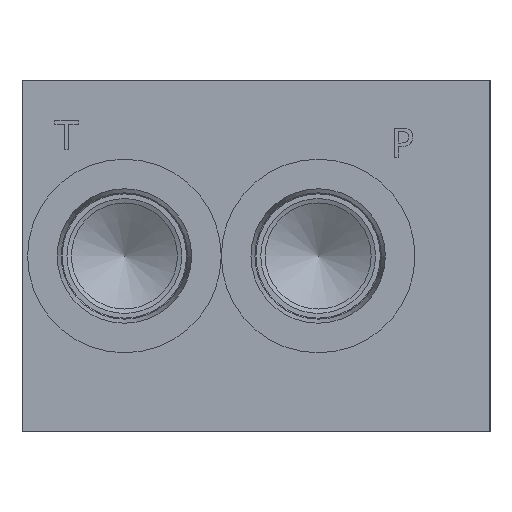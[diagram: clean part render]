
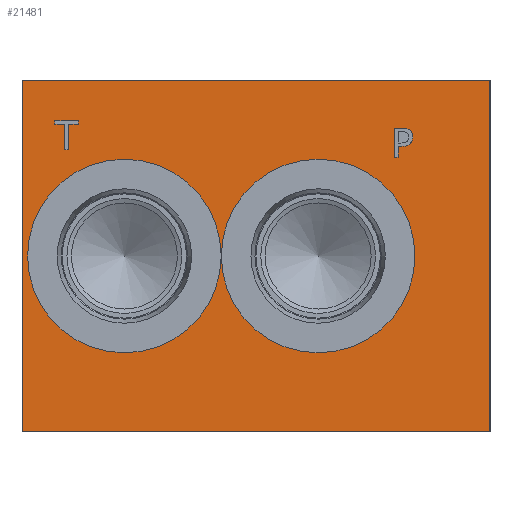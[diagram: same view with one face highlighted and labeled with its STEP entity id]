
A CAD part, left-side view. The second image highlights one B-rep face of the part: STEP entity #21481.
In plain terms, the highlighted planar face has unit normal (-1, 0, 0).
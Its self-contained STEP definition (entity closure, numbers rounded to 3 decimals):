
#294=CIRCLE('',#22398,21.019);
#295=CIRCLE('',#22399,21.019);
#296=CIRCLE('',#22400,21.019);
#297=CIRCLE('',#22401,21.019);
#860=FACE_BOUND('',#3441,.T.);
#861=FACE_BOUND('',#3442,.T.);
#862=FACE_BOUND('',#3443,.T.);
#863=FACE_BOUND('',#3444,.T.);
#1377=PLANE('',#22397);
#2212=FACE_OUTER_BOUND('',#3440,.T.);
#3440=EDGE_LOOP('',(#17472,#17473,#17474,#17475));
#3441=EDGE_LOOP('',(#17476,#17477));
#3442=EDGE_LOOP('',(#17478,#17479));
#3443=EDGE_LOOP('',(#17480,#17481,#17482,#17483,#17484,#17485,#17486,#17487));
#3444=EDGE_LOOP('',(#17488,#17489,#17490,#17491,#17492,#17493,#17494,#17495,
#17496));
#4102=LINE('',#28634,#5959);
#4444=LINE('',#30701,#6301);
#5115=LINE('',#34235,#6972);
#5363=LINE('',#35612,#7220);
#5366=LINE('',#35618,#7223);
#5369=LINE('',#35624,#7226);
#5372=LINE('',#35630,#7229);
#5375=LINE('',#35636,#7232);
#5379=LINE('',#35677,#7236);
#5380=LINE('',#35688,#7237);
#5381=LINE('',#35690,#7238);
#5382=LINE('',#35692,#7239);
#5383=LINE('',#35694,#7240);
#5384=LINE('',#35696,#7241);
#5385=LINE('',#35698,#7242);
#5386=LINE('',#35700,#7243);
#5387=LINE('',#35701,#7244);
#5959=VECTOR('',#23469,10.);
#6301=VECTOR('',#23913,10.);
#6972=VECTOR('',#25114,10.);
#7220=VECTOR('',#25574,10.);
#7223=VECTOR('',#25579,10.);
#7226=VECTOR('',#25584,10.);
#7229=VECTOR('',#25589,10.);
#7232=VECTOR('',#25594,10.);
#7236=VECTOR('',#25602,10.);
#7237=VECTOR('',#25611,10.);
#7238=VECTOR('',#25612,10.);
#7239=VECTOR('',#25613,10.);
#7240=VECTOR('',#25614,10.);
#7241=VECTOR('',#25615,10.);
#7242=VECTOR('',#25616,10.);
#7243=VECTOR('',#25617,10.);
#7244=VECTOR('',#25618,10.);
#8273=B_SPLINE_CURVE_WITH_KNOTS('',2,(#35579,#35580,#35581,#35582),
 .UNSPECIFIED.,.F.,.F.,(3,1,3),(0.,1.,2.),.UNSPECIFIED.);
#8275=B_SPLINE_CURVE_WITH_KNOTS('',2,(#35600,#35601,#35602,#35603),
 .UNSPECIFIED.,.F.,.F.,(3,1,3),(0.,1.,2.),.UNSPECIFIED.);
#8277=B_SPLINE_CURVE_WITH_KNOTS('',2,(#35649,#35650,#35651,#35652),
 .UNSPECIFIED.,.F.,.F.,(3,1,3),(0.,1.,2.),.UNSPECIFIED.);
#8279=B_SPLINE_CURVE_WITH_KNOTS('',2,(#35667,#35668,#35669,#35670),
 .UNSPECIFIED.,.F.,.F.,(3,1,3),(0.,1.,2.),.UNSPECIFIED.);
#8503=VERTEX_POINT('',#28630);
#8504=VERTEX_POINT('',#28632);
#8989=VERTEX_POINT('',#30698);
#8990=VERTEX_POINT('',#30700);
#9761=VERTEX_POINT('',#35577);
#9762=VERTEX_POINT('',#35578);
#9765=VERTEX_POINT('',#35599);
#9767=VERTEX_POINT('',#35611);
#9769=VERTEX_POINT('',#35617);
#9771=VERTEX_POINT('',#35623);
#9773=VERTEX_POINT('',#35629);
#9775=VERTEX_POINT('',#35635);
#9777=VERTEX_POINT('',#35648);
#9779=VERTEX_POINT('',#35678);
#9780=VERTEX_POINT('',#35679);
#9781=VERTEX_POINT('',#35682);
#9782=VERTEX_POINT('',#35683);
#9783=VERTEX_POINT('',#35686);
#9784=VERTEX_POINT('',#35687);
#9785=VERTEX_POINT('',#35689);
#9786=VERTEX_POINT('',#35691);
#9787=VERTEX_POINT('',#35693);
#9788=VERTEX_POINT('',#35695);
#9789=VERTEX_POINT('',#35697);
#9790=VERTEX_POINT('',#35699);
#10675=EDGE_CURVE('',#8503,#8504,#4102,.T.);
#11238=EDGE_CURVE('',#8989,#8990,#4444,.T.);
#12136=EDGE_CURVE('',#8989,#8503,#5115,.T.);
#12497=EDGE_CURVE('',#9761,#9762,#8273,.T.);
#12501=EDGE_CURVE('',#9765,#9761,#8275,.T.);
#12504=EDGE_CURVE('',#9767,#9765,#5363,.T.);
#12507=EDGE_CURVE('',#9769,#9767,#5366,.T.);
#12510=EDGE_CURVE('',#9771,#9769,#5369,.T.);
#12513=EDGE_CURVE('',#9773,#9771,#5372,.T.);
#12516=EDGE_CURVE('',#9775,#9773,#5375,.T.);
#12519=EDGE_CURVE('',#9777,#9775,#8277,.T.);
#12522=EDGE_CURVE('',#9762,#9777,#8279,.T.);
#12524=EDGE_CURVE('',#8990,#8504,#5379,.T.);
#12525=EDGE_CURVE('',#9779,#9780,#294,.T.);
#12526=EDGE_CURVE('',#9780,#9779,#295,.T.);
#12527=EDGE_CURVE('',#9781,#9782,#296,.T.);
#12528=EDGE_CURVE('',#9782,#9781,#297,.T.);
#12529=EDGE_CURVE('',#9783,#9784,#5380,.T.);
#12530=EDGE_CURVE('',#9784,#9785,#5381,.T.);
#12531=EDGE_CURVE('',#9785,#9786,#5382,.T.);
#12532=EDGE_CURVE('',#9786,#9787,#5383,.T.);
#12533=EDGE_CURVE('',#9787,#9788,#5384,.T.);
#12534=EDGE_CURVE('',#9788,#9789,#5385,.T.);
#12535=EDGE_CURVE('',#9789,#9790,#5386,.T.);
#12536=EDGE_CURVE('',#9790,#9783,#5387,.T.);
#17472=ORIENTED_EDGE('',*,*,#12136,.T.);
#17473=ORIENTED_EDGE('',*,*,#10675,.T.);
#17474=ORIENTED_EDGE('',*,*,#12524,.F.);
#17475=ORIENTED_EDGE('',*,*,#11238,.F.);
#17476=ORIENTED_EDGE('',*,*,#12525,.T.);
#17477=ORIENTED_EDGE('',*,*,#12526,.T.);
#17478=ORIENTED_EDGE('',*,*,#12527,.T.);
#17479=ORIENTED_EDGE('',*,*,#12528,.T.);
#17480=ORIENTED_EDGE('',*,*,#12529,.T.);
#17481=ORIENTED_EDGE('',*,*,#12530,.T.);
#17482=ORIENTED_EDGE('',*,*,#12531,.T.);
#17483=ORIENTED_EDGE('',*,*,#12532,.T.);
#17484=ORIENTED_EDGE('',*,*,#12533,.T.);
#17485=ORIENTED_EDGE('',*,*,#12534,.T.);
#17486=ORIENTED_EDGE('',*,*,#12535,.T.);
#17487=ORIENTED_EDGE('',*,*,#12536,.T.);
#17488=ORIENTED_EDGE('',*,*,#12497,.T.);
#17489=ORIENTED_EDGE('',*,*,#12522,.T.);
#17490=ORIENTED_EDGE('',*,*,#12519,.T.);
#17491=ORIENTED_EDGE('',*,*,#12516,.T.);
#17492=ORIENTED_EDGE('',*,*,#12513,.T.);
#17493=ORIENTED_EDGE('',*,*,#12510,.T.);
#17494=ORIENTED_EDGE('',*,*,#12507,.T.);
#17495=ORIENTED_EDGE('',*,*,#12504,.T.);
#17496=ORIENTED_EDGE('',*,*,#12501,.T.);
#21481=ADVANCED_FACE('',(#2212,#860,#861,#862,#863),#1377,.T.);
#22397=AXIS2_PLACEMENT_3D('',#35676,#25600,#25601);
#22398=AXIS2_PLACEMENT_3D('',#35680,#25603,#25604);
#22399=AXIS2_PLACEMENT_3D('',#35681,#25605,#25606);
#22400=AXIS2_PLACEMENT_3D('',#35684,#25607,#25608);
#22401=AXIS2_PLACEMENT_3D('',#35685,#25609,#25610);
#23469=DIRECTION('',(0.,0.,1.));
#23913=DIRECTION('',(0.,0.,1.));
#25114=DIRECTION('',(0.,-1.,0.));
#25574=DIRECTION('',(0.,-1.,0.));
#25579=DIRECTION('',(0.,0.,1.));
#25584=DIRECTION('',(0.,1.,0.));
#25589=DIRECTION('',(0.,0.,-1.));
#25594=DIRECTION('',(0.,1.,0.));
#25600=DIRECTION('center_axis',(-1.,0.,0.));
#25601=DIRECTION('ref_axis',(0.,-1.,0.));
#25602=DIRECTION('',(0.,-1.,0.));
#25603=DIRECTION('center_axis',(1.,0.,0.));
#25604=DIRECTION('ref_axis',(0.,0.,1.));
#25605=DIRECTION('center_axis',(1.,0.,0.));
#25606=DIRECTION('ref_axis',(0.,0.,1.));
#25607=DIRECTION('center_axis',(1.,0.,0.));
#25608=DIRECTION('ref_axis',(0.,0.,1.));
#25609=DIRECTION('center_axis',(1.,0.,0.));
#25610=DIRECTION('ref_axis',(0.,0.,1.));
#25611=DIRECTION('',(0.,1.,0.));
#25612=DIRECTION('',(0.,0.,1.));
#25613=DIRECTION('',(0.,1.,0.));
#25614=DIRECTION('',(0.,0.,1.));
#25615=DIRECTION('',(0.,-1.,0.));
#25616=DIRECTION('',(0.,0.,-1.));
#25617=DIRECTION('',(0.,1.,0.));
#25618=DIRECTION('',(0.,0.,-1.));
#28630=CARTESIAN_POINT('',(0.,0.,0.));
#28632=CARTESIAN_POINT('',(0.,0.,76.2));
#28634=CARTESIAN_POINT('',(0.,0.,0.));
#30698=CARTESIAN_POINT('',(0.,101.6,0.));
#30700=CARTESIAN_POINT('',(0.,101.6,76.2));
#30701=CARTESIAN_POINT('',(0.,101.6,0.));
#34235=CARTESIAN_POINT('',(0.,101.6,0.));
#35577=CARTESIAN_POINT('',(0.,17.531,65.485));
#35578=CARTESIAN_POINT('',(0.,16.774,63.967));
#35579=CARTESIAN_POINT('Ctrl Pts',(0.,17.531,65.485));
#35580=CARTESIAN_POINT('Ctrl Pts',(0.,17.176,65.243));
#35581=CARTESIAN_POINT('Ctrl Pts',(0.,16.774,64.497));
#35582=CARTESIAN_POINT('Ctrl Pts',(0.,16.774,63.967));
#35599=CARTESIAN_POINT('',(0.,19.193,65.881));
#35600=CARTESIAN_POINT('Ctrl Pts',(0.,19.193,65.881));
#35601=CARTESIAN_POINT('Ctrl Pts',(0.,18.627,65.881));
#35602=CARTESIAN_POINT('Ctrl Pts',(0.,17.834,65.696));
#35603=CARTESIAN_POINT('Ctrl Pts',(0.,17.531,65.485));
#35611=CARTESIAN_POINT('',(0.,20.788,65.881));
#35612=CARTESIAN_POINT('',(0.,61.194,65.881));
#35617=CARTESIAN_POINT('',(0.,20.788,59.531));
#35618=CARTESIAN_POINT('',(0.,20.788,29.766));
#35623=CARTESIAN_POINT('',(0.,19.944,59.531));
#35624=CARTESIAN_POINT('',(0.,60.772,59.531));
#35629=CARTESIAN_POINT('',(0.,19.944,61.898));
#35630=CARTESIAN_POINT('',(0.,19.944,30.949));
#35635=CARTESIAN_POINT('',(0.,19.229,61.898));
#35636=CARTESIAN_POINT('',(0.,60.414,61.898));
#35648=CARTESIAN_POINT('',(0.,17.33,62.557));
#35649=CARTESIAN_POINT('Ctrl Pts',(0.,17.33,62.557));
#35650=CARTESIAN_POINT('Ctrl Pts',(0.,17.659,62.233));
#35651=CARTESIAN_POINT('Ctrl Pts',(0.,18.55,61.898));
#35652=CARTESIAN_POINT('Ctrl Pts',(0.,19.229,61.898));
#35667=CARTESIAN_POINT('Ctrl Pts',(0.,16.774,63.967));
#35668=CARTESIAN_POINT('Ctrl Pts',(0.,16.774,63.555));
#35669=CARTESIAN_POINT('Ctrl Pts',(0.,17.068,62.814));
#35670=CARTESIAN_POINT('Ctrl Pts',(0.,17.33,62.557));
#35676=CARTESIAN_POINT('Origin',(0.,101.6,0.));
#35677=CARTESIAN_POINT('',(0.,101.6,76.2));
#35678=CARTESIAN_POINT('',(0.,79.375,59.119));
#35679=CARTESIAN_POINT('',(0.,79.375,17.082));
#35680=CARTESIAN_POINT('Origin',(0.,79.375,38.1));
#35681=CARTESIAN_POINT('Origin',(0.,79.375,38.1));
#35682=CARTESIAN_POINT('',(0.,37.313,59.119));
#35683=CARTESIAN_POINT('',(0.,37.313,17.082));
#35684=CARTESIAN_POINT('Origin',(0.,37.313,38.1));
#35685=CARTESIAN_POINT('Origin',(0.,37.313,38.1));
#35686=CARTESIAN_POINT('',(0.,91.487,61.119));
#35687=CARTESIAN_POINT('',(0.,92.331,61.119));
#35688=CARTESIAN_POINT('',(0.,96.544,61.119));
#35689=CARTESIAN_POINT('',(0.,92.331,66.717));
#35690=CARTESIAN_POINT('',(0.,92.331,30.559));
#35691=CARTESIAN_POINT('',(0.,94.461,66.717));
#35692=CARTESIAN_POINT('',(0.,96.966,66.717));
#35693=CARTESIAN_POINT('',(0.,94.461,67.469));
#35694=CARTESIAN_POINT('',(0.,94.461,33.359));
#35695=CARTESIAN_POINT('',(0.,89.357,67.469));
#35696=CARTESIAN_POINT('',(0.,98.031,67.469));
#35697=CARTESIAN_POINT('',(0.,89.357,66.717));
#35698=CARTESIAN_POINT('',(0.,89.357,33.734));
#35699=CARTESIAN_POINT('',(0.,91.487,66.717));
#35700=CARTESIAN_POINT('',(0.,95.478,66.717));
#35701=CARTESIAN_POINT('',(0.,91.487,33.359));
